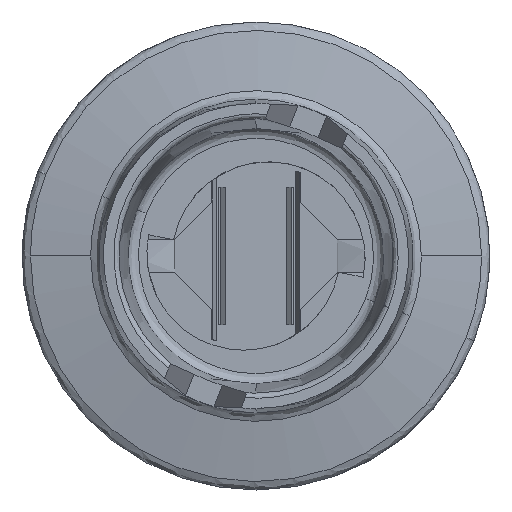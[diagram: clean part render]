
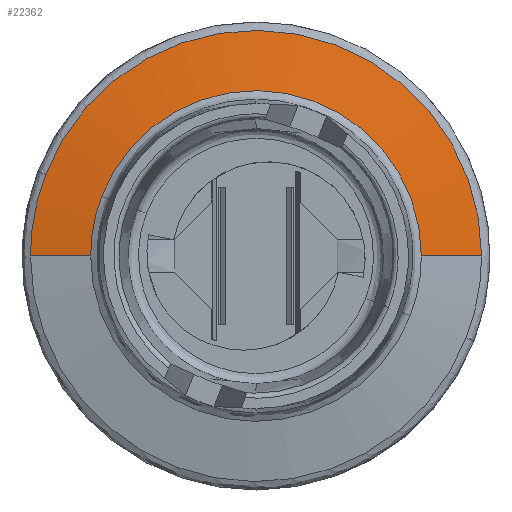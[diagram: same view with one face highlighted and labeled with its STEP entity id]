
A CAD part, left-side view. The second image highlights one B-rep face of the part: STEP entity #22362.
In plain terms, the highlighted conical face has half-angle 80 degrees and reference radius 22.174 mm.
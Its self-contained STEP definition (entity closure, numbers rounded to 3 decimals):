
#2090 = DIRECTION ( 'NONE',  ( 1., 0., 0. ) ) ;
#2336 = DIRECTION ( 'NONE',  ( 1., 0., 0. ) ) ;
#2807 = EDGE_CURVE ( 'NONE', #39237, #32845, #30698, .T. ) ;
#5338 = ORIENTED_EDGE ( 'NONE', *, *, #19158, .F. ) ;
#5964 = VERTEX_POINT ( 'NONE', #17955 ) ;
#8487 = DIRECTION ( 'NONE',  ( 0., 1., 0. ) ) ;
#8577 = DIRECTION ( 'NONE',  ( 0., -0.932, -0.361 ) ) ;
#9056 = ORIENTED_EDGE ( 'NONE', *, *, #35600, .F. ) ;
#9593 = CARTESIAN_POINT ( 'NONE',  ( -90.04, 0., 0. ) ) ;
#9889 = DIRECTION ( 'NONE',  ( 0., 0.361, -0.932 ) ) ;
#10084 = VERTEX_POINT ( 'NONE', #23996 ) ;
#11036 = ORIENTED_EDGE ( 'NONE', *, *, #20444, .F. ) ;
#11732 = AXIS2_PLACEMENT_3D ( 'NONE', #9593, #2336, #19472 ) ;
#12515 = DIRECTION ( 'NONE',  ( 1., 0., 0. ) ) ;
#13176 = CARTESIAN_POINT ( 'NONE',  ( -90.04, 0., 0. ) ) ;
#14034 = ORIENTED_EDGE ( 'NONE', *, *, #2807, .T. ) ;
#15213 = DIRECTION ( 'NONE',  ( 0., -0.932, -0.361 ) ) ;
#15403 = ORIENTED_EDGE ( 'NONE', *, *, #31270, .T. ) ;
#15607 = AXIS2_PLACEMENT_3D ( 'NONE', #13176, #40017, #9889 ) ;
#16887 = VERTEX_POINT ( 'NONE', #37767 ) ;
#17955 = CARTESIAN_POINT ( 'NONE',  ( -90.04, -16.251, 0. ) ) ;
#18486 = ORIENTED_EDGE ( 'NONE', *, *, #26690, .T. ) ;
#18497 = DIRECTION ( 'NONE',  ( 1., 0., 0. ) ) ;
#18570 = CARTESIAN_POINT ( 'NONE',  ( -88.996, 0., 0. ) ) ;
#18793 = VECTOR ( 'NONE', #29609, 1000. ) ;
#19158 = EDGE_CURVE ( 'NONE', #39237, #16887, #31067, .T. ) ;
#19472 = DIRECTION ( 'NONE',  ( 0., 0.361, -0.932 ) ) ;
#20131 = CARTESIAN_POINT ( 'NONE',  ( -88.996, -22.174, 0. ) ) ;
#20444 = EDGE_CURVE ( 'NONE', #10084, #38887, #41779, .T. ) ;
#22362 = ADVANCED_FACE ( 'NONE', ( #42126 ), #36115, .T. ) ;
#22625 = CARTESIAN_POINT ( 'NONE',  ( -88.996, 0., 0. ) ) ;
#22803 = AXIS2_PLACEMENT_3D ( 'NONE', #41838, #18497, #15213 ) ;
#23996 = CARTESIAN_POINT ( 'NONE',  ( -88.996, 20.675, 8.012 ) ) ;
#24909 = CARTESIAN_POINT ( 'NONE',  ( -88.996, -22.174, 0. ) ) ;
#26259 = AXIS2_PLACEMENT_3D ( 'NONE', #18570, #2090, #8487 ) ;
#26690 = EDGE_CURVE ( 'NONE', #5964, #38887, #36212, .T. ) ;
#28159 = CARTESIAN_POINT ( 'NONE',  ( -90.04, 16.251, 0. ) ) ;
#28168 = VECTOR ( 'NONE', #34591, 1000. ) ;
#28836 = CARTESIAN_POINT ( 'NONE',  ( -90.04, 15.153, 5.872 ) ) ;
#29609 = DIRECTION ( 'NONE',  ( 0.174, -0.985, 0. ) ) ;
#30698 = CIRCLE ( 'NONE', #11732, 16.251 ) ;
#31067 = LINE ( 'NONE', #31290, #28168 ) ;
#31104 = CIRCLE ( 'NONE', #15607, 16.251 ) ;
#31270 = EDGE_CURVE ( 'NONE', #32845, #5964, #31104, .T. ) ;
#31290 = CARTESIAN_POINT ( 'NONE',  ( -88.996, 22.174, 0. ) ) ;
#32845 = VERTEX_POINT ( 'NONE', #28836 ) ;
#34591 = DIRECTION ( 'NONE',  ( 0.174, 0.985, 0. ) ) ;
#35600 = EDGE_CURVE ( 'NONE', #16887, #10084, #40538, .T. ) ;
#36115 = CONICAL_SURFACE ( 'NONE', #26259, 22.174, 1.396 ) ;
#36212 = LINE ( 'NONE', #20131, #18793 ) ;
#37767 = CARTESIAN_POINT ( 'NONE',  ( -88.996, 22.174, 0. ) ) ;
#38380 = EDGE_LOOP ( 'NONE', ( #14034, #15403, #18486, #11036, #9056, #5338 ) ) ;
#38887 = VERTEX_POINT ( 'NONE', #24909 ) ;
#39237 = VERTEX_POINT ( 'NONE', #28159 ) ;
#40017 = DIRECTION ( 'NONE',  ( 1., 0., 0. ) ) ;
#40538 = CIRCLE ( 'NONE', #41970, 22.174 ) ;
#41779 = CIRCLE ( 'NONE', #22803, 22.174 ) ;
#41838 = CARTESIAN_POINT ( 'NONE',  ( -88.996, 0., 0. ) ) ;
#41970 = AXIS2_PLACEMENT_3D ( 'NONE', #22625, #12515, #8577 ) ;
#42126 = FACE_OUTER_BOUND ( 'NONE', #38380, .T. ) ;
